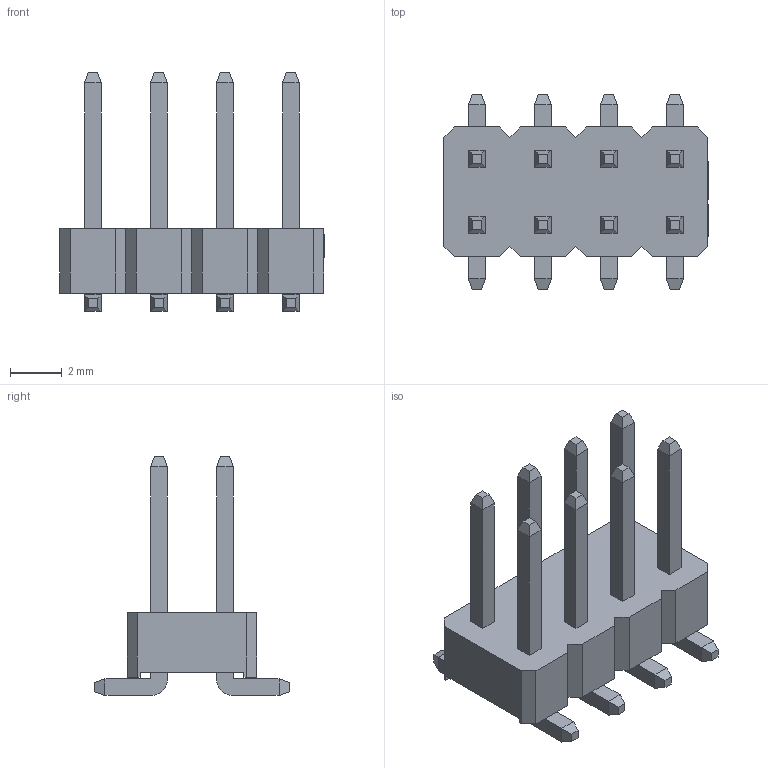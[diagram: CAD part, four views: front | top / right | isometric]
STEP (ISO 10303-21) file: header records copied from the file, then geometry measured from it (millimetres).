
FILE_DESCRIPTION (( 'STEP AP214' ), '1' );
FILE_NAME ('HDR-SMD_8P-P2.54-V-M-R2-C4-LS7.5.STEP', '2024-07-24T14:04:48', ( '' ), ( '' ), 'SwSTEP 2.0', 'SolidWorks 2020', '' );
FILE_SCHEMA (( 'AUTOMOTIVE_DESIGN' ));
Length unit declared in the file: millimetre
Products named in the file (1): HDR-SMD_8P-P2.54-V-M-R2-C4-LS7.5
Bounding box: 10.17 x 7.5 x 9.2 mm (x, y, z)
Volume: 143.9 mm3; surface area: 355.5 mm2
Topology: 1 solids, 1 shells, 424 faces, 1097 edges, 710 vertices
Faces by surface type: plane 318, bspline 98, cylinder 8
Entity records: 17895 total; most frequent: CARTESIAN_POINT 3538, ORIENTED_EDGE 2194, DIRECTION 1567, EDGE_CURVE 1097, LINE 881, VECTOR 881, VERTEX_POINT 710, EDGE_LOOP 459
